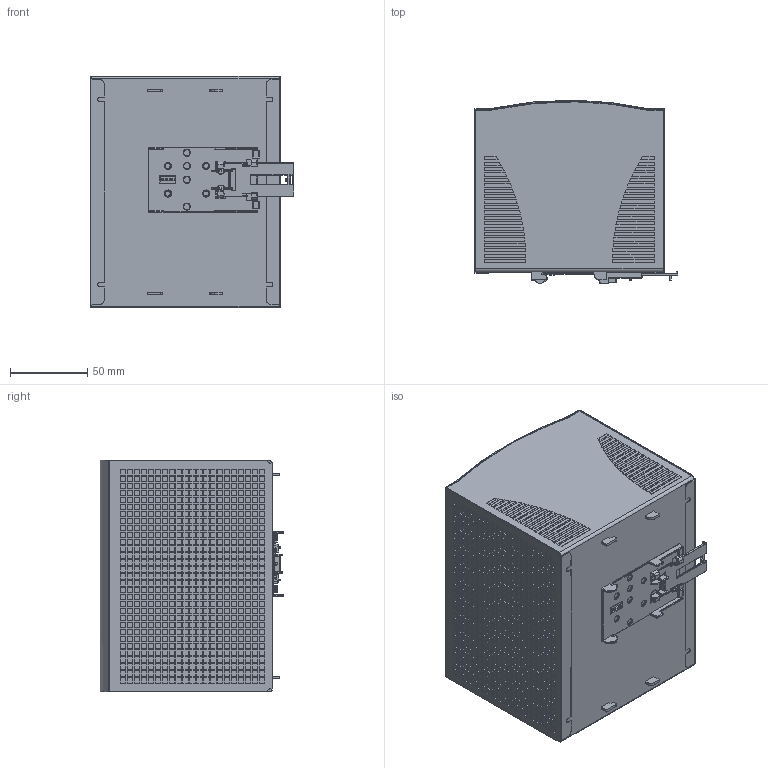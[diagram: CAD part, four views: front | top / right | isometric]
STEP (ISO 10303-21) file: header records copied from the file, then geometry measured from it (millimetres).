
FILE_DESCRIPTION((''),'2;1');
FILE_NAME('PRT0001','2017-11-30T',('Administrator'),(''),'PRO/ENGINEER BY PARAMETRIC TECHNOLOGY CORPORATION, 2009300','PRO/ENGINEER BY PARAMETRIC TECHNOLOGY CORPORATION, 2009300','');
FILE_SCHEMA(('AUTOMOTIVE_DESIGN_CC2 { 1 2 10303 214 -1 1 5 2 }'));
Products named in the file (1): PRT0001
Bounding box: 132.3 x 118.9 x 150 mm (x, y, z)
Volume: 1994221.9 mm3; surface area: 188320.5 mm2
Topology: 2 solids, 6 shells, 6379 faces, 18333 edges, 12070 vertices
Faces by surface type: plane 5604, cylinder 522, torus 94, bspline 83, extrusion 62, sphere 14
Entity records: 217570 total; most frequent: CARTESIAN_POINT 43144, ORIENTED_EDGE 36626, DIRECTION 31695, EDGE_CURVE 18317, VECTOR 16965, LINE 16903, VERTEX_POINT 12068, EDGE_LOOP 8907
